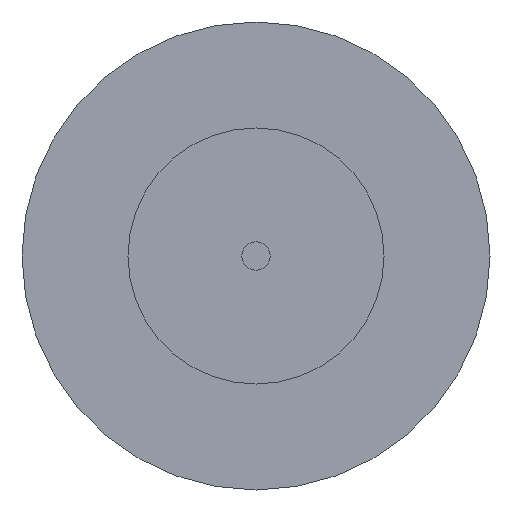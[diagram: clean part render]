
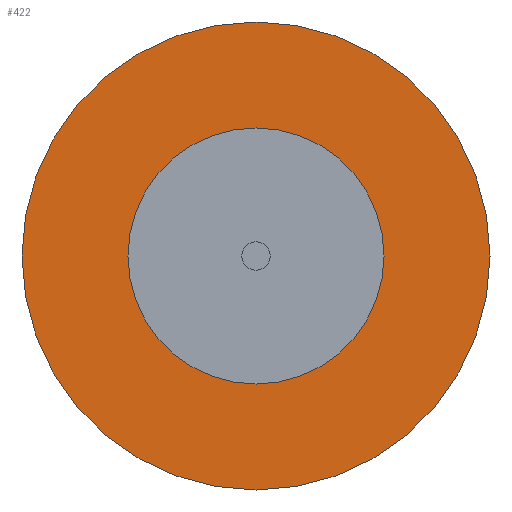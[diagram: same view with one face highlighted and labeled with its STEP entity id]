
A CAD part, front view. The second image highlights one B-rep face of the part: STEP entity #422.
In plain terms, the highlighted planar face has unit normal (0, -1, 0).
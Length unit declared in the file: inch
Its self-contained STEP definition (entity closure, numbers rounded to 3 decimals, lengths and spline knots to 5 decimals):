
#21=CARTESIAN_POINT('',(0.,-0.32,0.));
#22=DIRECTION('',(0.,1.,0.));
#23=DIRECTION('',(1.,0.,0.));
#24=AXIS2_PLACEMENT_3D('',#21,#22,#23);
#67=CARTESIAN_POINT('',(0.,-0.32,0.));
#68=DIRECTION('',(0.,1.,0.));
#69=DIRECTION('',(1.,0.,0.));
#70=AXIS2_PLACEMENT_3D('',#67,#68,#69);
#72=CARTESIAN_POINT('',(0.,-0.32,0.));
#73=DIRECTION('',(0.,1.,0.));
#74=DIRECTION('',(-1.,0.,0.));
#75=AXIS2_PLACEMENT_3D('',#72,#73,#74);
#95=CARTESIAN_POINT('',(0.,-0.32,0.));
#96=DIRECTION('',(0.,1.,0.));
#97=DIRECTION('',(-1.,0.,0.));
#98=AXIS2_PLACEMENT_3D('',#95,#96,#97);
#293=CARTESIAN_POINT('',(0.265,-0.32,0.));
#294=CARTESIAN_POINT('',(-0.265,-0.32,0.));
#295=VERTEX_POINT('',#293);
#296=VERTEX_POINT('',#294);
#301=CARTESIAN_POINT('',(0.145,-0.32,0.));
#302=CARTESIAN_POINT('',(-0.145,-0.32,0.));
#303=VERTEX_POINT('',#301);
#304=VERTEX_POINT('',#302);
#406=CARTESIAN_POINT('',(0.,-0.32,0.));
#407=DIRECTION('',(0.,1.,0.));
#408=DIRECTION('',(1.,0.,0.));
#409=AXIS2_PLACEMENT_3D('',#406,#407,#408);
#410=PLANE('',#409);
#412=ORIENTED_EDGE('',*,*,#411,.T.);
#414=ORIENTED_EDGE('',*,*,#413,.T.);
#415=EDGE_LOOP('',(#412,#414));
#416=FACE_OUTER_BOUND('',#415,.F.);
#417=ORIENTED_EDGE('',*,*,#348,.F.);
#419=ORIENTED_EDGE('',*,*,#418,.F.);
#420=EDGE_LOOP('',(#417,#419));
#421=FACE_BOUND('',#420,.F.);
#25=CIRCLE('',#24,0.145);
#71=CIRCLE('',#70,0.265);
#76=CIRCLE('',#75,0.265);
#99=CIRCLE('',#98,0.145);
#348=EDGE_CURVE('',#303,#304,#25,.T.);
#411=EDGE_CURVE('',#295,#296,#71,.T.);
#413=EDGE_CURVE('',#296,#295,#76,.T.);
#418=EDGE_CURVE('',#304,#303,#99,.T.);
#422=ADVANCED_FACE('',(#416,#421),#410,.F.);
